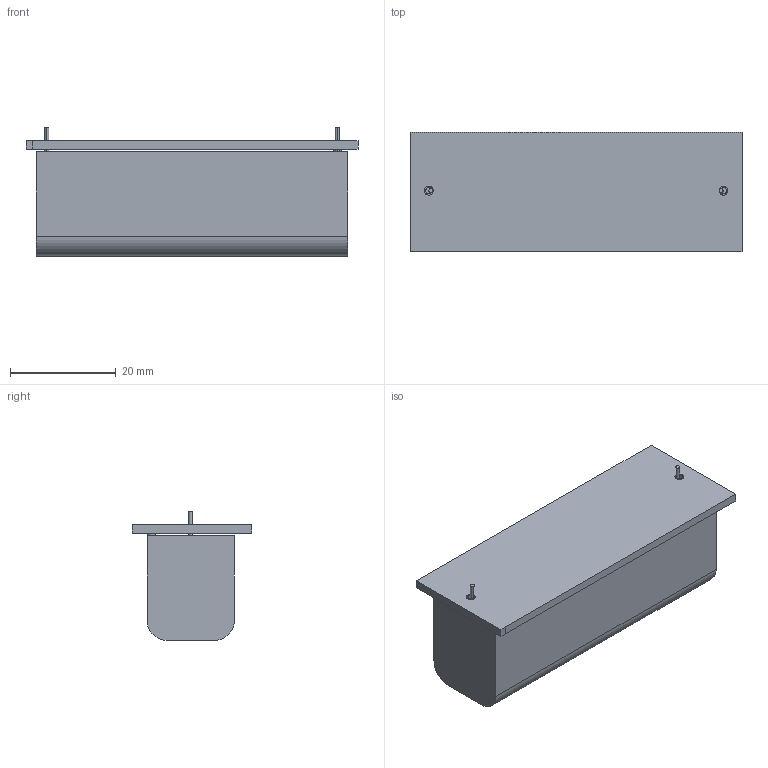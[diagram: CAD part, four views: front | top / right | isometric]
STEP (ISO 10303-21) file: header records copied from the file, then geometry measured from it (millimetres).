
FILE_DESCRIPTION(('FreeCAD Model'),'2;1');
FILE_NAME('phoenix1.step', '2018-03-11T20:05:24',('kicad StepUp'),('ksu MCAD'), 'Open CASCADE STEP processor 6.8','FreeCAD','Unknown');
FILE_SCHEMA(('AUTOMOTIVE_DESIGN_CC2 { 1 2 10303 214 -1 1 5 4 }'));
Length unit declared in the file: millimetre
Products named in the file (2): Pcb; battery_holder011_
Bounding box: 62.74 x 22.61 x 24.38 mm (x, y, z)
Volume: 21100.8 mm3; surface area: 8034.1 mm2
Topology: 8 solids, 12 shells, 60 faces, 121 edges, 86 vertices
Faces by surface type: plane 34, cylinder 26
Full cylindrical faces by diameter (mm): 1.17 x8, 1.18 x2, 1.67 x4
Entity records: 2008 total; most frequent: DIRECTION 303, CARTESIAN_POINT 268, ORIENTED_EDGE 226, AXIS2_PLACEMENT_3D 121, EDGE_CURVE 121, VERTEX_POINT 86, FACE_BOUND 81, EDGE_LOOP 81
